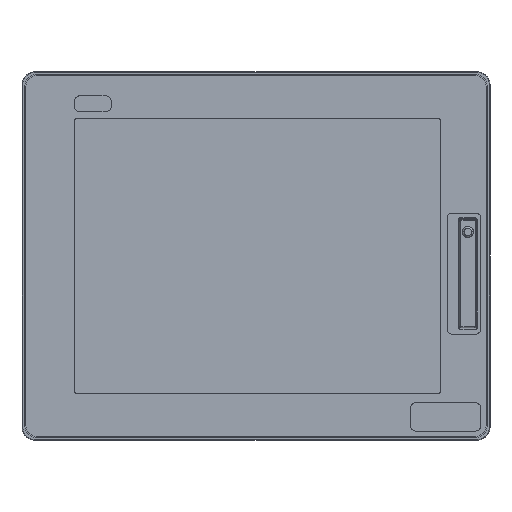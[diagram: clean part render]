
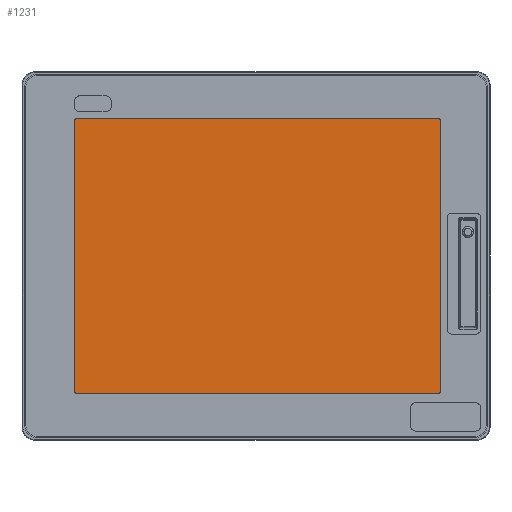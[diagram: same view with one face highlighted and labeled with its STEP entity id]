
A CAD part, top view. The second image highlights one B-rep face of the part: STEP entity #1231.
In plain terms, the highlighted planar face has unit normal (0, 0, 1).
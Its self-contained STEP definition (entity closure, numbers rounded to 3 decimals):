
#1231=ADVANCED_FACE('Corps principal',(#3246),#3247,.T.);
#3246=FACE_OUTER_BOUND('',#6122,.T.);
#3247=PLANE('',#6123);
#6122=EDGE_LOOP('',(#11500,#11501,#11502,#11503,#11504,#11505,#11506,#11507));
#6123=AXIS2_PLACEMENT_3D('',#11508,#11509,#11510);
#11500=ORIENTED_EDGE('',*,*,#19231,.T.);
#11501=ORIENTED_EDGE('',*,*,#19228,.T.);
#11502=ORIENTED_EDGE('',*,*,#19225,.T.);
#11503=ORIENTED_EDGE('',*,*,#19222,.T.);
#11504=ORIENTED_EDGE('',*,*,#19219,.T.);
#11505=ORIENTED_EDGE('',*,*,#19216,.T.);
#11506=ORIENTED_EDGE('',*,*,#19213,.T.);
#11507=ORIENTED_EDGE('',*,*,#19233,.T.);
#11508=CARTESIAN_POINT('',(0.0,0.0,6.448));
#11509=DIRECTION('',(0.0,0.0,1.0));
#11510=DIRECTION('',(1.0,-0.0,0.0));
#19213=EDGE_CURVE('',#22850,#22852,#22854,.T.);
#19216=EDGE_CURVE('',#22856,#22850,#22858,.T.);
#19219=EDGE_CURVE('',#22860,#22856,#22862,.T.);
#19222=EDGE_CURVE('',#22864,#22860,#22866,.F.);
#19225=EDGE_CURVE('',#22868,#22864,#22870,.T.);
#19228=EDGE_CURVE('',#22872,#22868,#22874,.T.);
#19231=EDGE_CURVE('',#22876,#22872,#22878,.T.);
#19233=EDGE_CURVE('',#22852,#22876,#22880,.F.);
#22850=VERTEX_POINT('',#28354);
#22852=VERTEX_POINT('',#28357);
#22854=CIRCLE('',#28360,1.0);
#22856=VERTEX_POINT('',#28362);
#22858=LINE('',#28365,#28366);
#22860=VERTEX_POINT('',#28368);
#22862=CIRCLE('',#28371,1.0);
#22864=VERTEX_POINT('',#28373);
#22866=LINE('',#28376,#28377);
#22868=VERTEX_POINT('',#28379);
#22870=CIRCLE('',#28382,1.0);
#22872=VERTEX_POINT('',#28384);
#22874=LINE('',#28387,#28388);
#22876=VERTEX_POINT('',#28390);
#22878=CIRCLE('',#28393,1.0);
#22880=LINE('',#28395,#28396);
#28354=CARTESIAN_POINT('',(107.2,79.0,6.448));
#28357=CARTESIAN_POINT('',(106.2,80.0,6.448));
#28360=AXIS2_PLACEMENT_3D('',#36478,#36479,#36480);
#28362=CARTESIAN_POINT('',(107.2,-79.0,6.448));
#28365=CARTESIAN_POINT('',(107.2,0.0,6.448));
#28366=VECTOR('',#36482,1.0);
#28368=CARTESIAN_POINT('',(106.2,-80.0,6.448));
#28371=AXIS2_PLACEMENT_3D('',#36484,#36485,#36486);
#28373=CARTESIAN_POINT('',(-104.6,-80.0,6.448));
#28376=CARTESIAN_POINT('',(0.8,-80.0,6.448));
#28377=VECTOR('',#36488,1.0);
#28379=CARTESIAN_POINT('',(-105.6,-79.0,6.448));
#28382=AXIS2_PLACEMENT_3D('',#36490,#36491,#36492);
#28384=CARTESIAN_POINT('',(-105.6,79.0,6.448));
#28387=CARTESIAN_POINT('',(-105.6,0.0,6.448));
#28388=VECTOR('',#36494,1.0);
#28390=CARTESIAN_POINT('',(-104.6,80.0,6.448));
#28393=AXIS2_PLACEMENT_3D('',#36496,#36497,#36498);
#28395=CARTESIAN_POINT('',(0.8,80.0,6.448));
#28396=VECTOR('',#36499,1.0);
#36478=CARTESIAN_POINT('',(106.2,79.0,6.448));
#36479=DIRECTION('',(0.0,0.0,1.0));
#36480=DIRECTION('',(1.0,0.0,0.0));
#36482=DIRECTION('',(0.0,1.0,0.0));
#36484=CARTESIAN_POINT('',(106.2,-79.0,6.448));
#36485=DIRECTION('',(0.0,0.0,1.0));
#36486=DIRECTION('',(1.0,0.0,0.0));
#36488=DIRECTION('',(-1.0,0.0,0.0));
#36490=CARTESIAN_POINT('',(-104.6,-79.0,6.448));
#36491=DIRECTION('',(0.0,0.0,1.0));
#36492=DIRECTION('',(1.0,0.0,0.0));
#36494=DIRECTION('',(0.0,-1.0,0.0));
#36496=CARTESIAN_POINT('',(-104.6,79.0,6.448));
#36497=DIRECTION('',(0.0,0.0,1.0));
#36498=DIRECTION('',(1.0,0.0,0.0));
#36499=DIRECTION('',(1.0,0.0,0.0));
